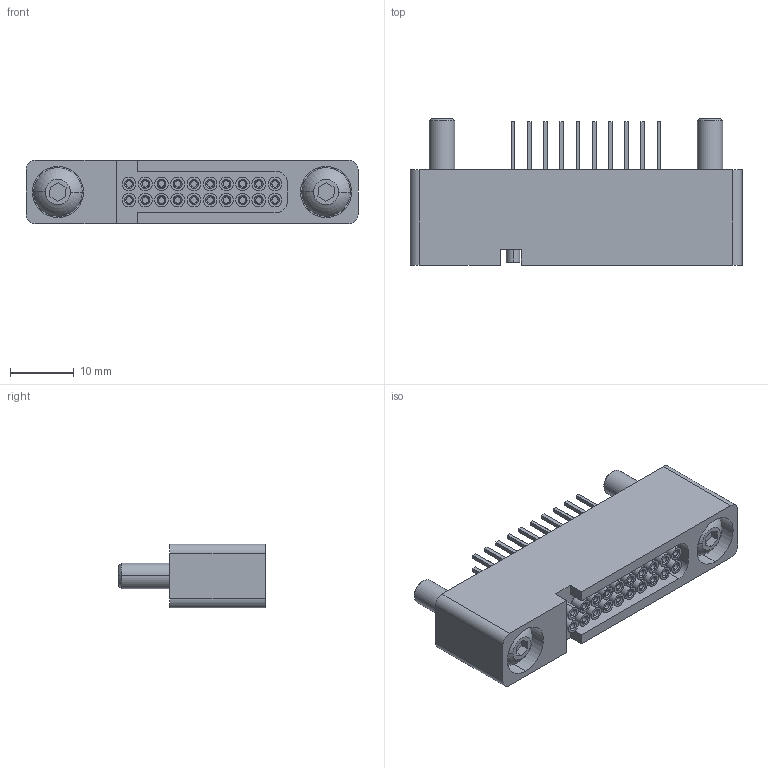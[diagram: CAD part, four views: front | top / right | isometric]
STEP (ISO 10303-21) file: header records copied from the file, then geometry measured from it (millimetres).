
FILE_DESCRIPTION (( 'STEP AP214' ), '1' );
FILE_NAME ('48739~0.STEP', '2017-04-24T09:17:18', ( '' ), ( '' ), 'SwSTEP 2.0', 'SolidWorks 2016', '' );
FILE_SCHEMA (( 'AUTOMOTIVE_DESIGN' ));
Length unit declared in the file: millimetre
Products named in the file (4): 48739~0; KT-254W3E02_ada~0; 48734~2_S; ISO7380~n_M04,0x020
Assembly tree (23 placements, depth 2):
  48739~0
    48734~2_S
    KT-254W3E02_ada~0  x20
    ISO7380~n_M04,0x020  x2
Bounding box: 52 x 23 x 10 mm (x, y, z)
Volume: 7030.2 mm3; surface area: 7841.9 mm2
Topology: 23 solids, 23 shells, 459 faces, 988 edges, 641 vertices
Faces by surface type: plane 221, cylinder 188, cone 46, torus 4
Entity records: 4040 total; most frequent: DIRECTION 738, CARTESIAN_POINT 645, ORIENTED_EDGE 604, EDGE_CURVE 302, AXIS2_PLACEMENT_3D 292, VERTEX_POINT 199, EDGE_LOOP 171, VECTOR 154
